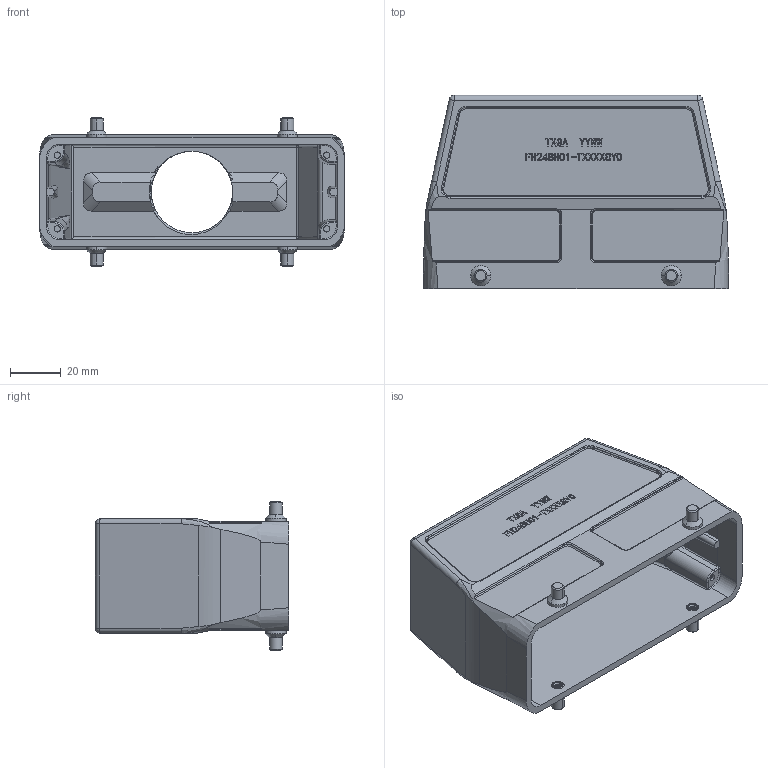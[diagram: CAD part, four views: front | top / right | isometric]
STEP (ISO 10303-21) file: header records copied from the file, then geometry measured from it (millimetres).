
FILE_DESCRIPTION (( 'STEP AP214' ), '1' );
FILE_NAME ('FH24BH01-TXXXXGY0-REF.STEP', '2025-11-26T08:26:15', ( '' ), ( '' ), 'SwSTEP 2.0', 'SolidWorks 2021', '' );
FILE_SCHEMA (( 'AUTOMOTIVE_DESIGN' ));
Length unit declared in the file: millimetre
Products named in the file (1): FH24BH01-TXXXXGY0-REF
Bounding box: 120 x 76 x 58.5 mm (x, y, z)
Volume: 87167.5 mm3; surface area: 53153.1 mm2
Topology: 1 solids, 1 shells, 813 faces, 2142 edges, 1371 vertices
Faces by surface type: plane 372, cylinder 251, bspline 102, torus 64, cone 18, sphere 6
Entity records: 47564 total; most frequent: CARTESIAN_POINT 28897, ORIENTED_EDGE 4268, DIRECTION 3387, EDGE_CURVE 2134, VERTEX_POINT 1371, VECTOR 1201, LINE 1201, AXIS2_PLACEMENT_3D 1093
